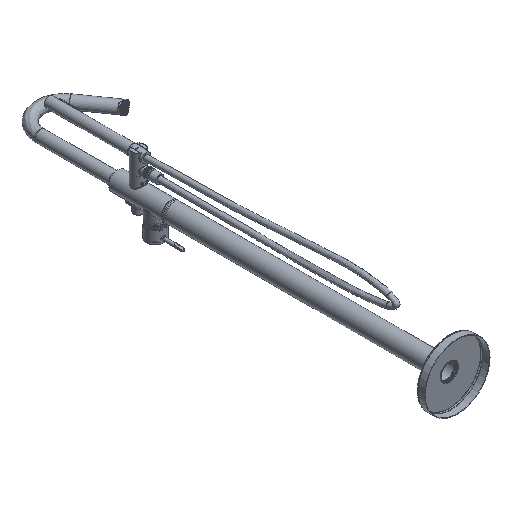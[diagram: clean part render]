
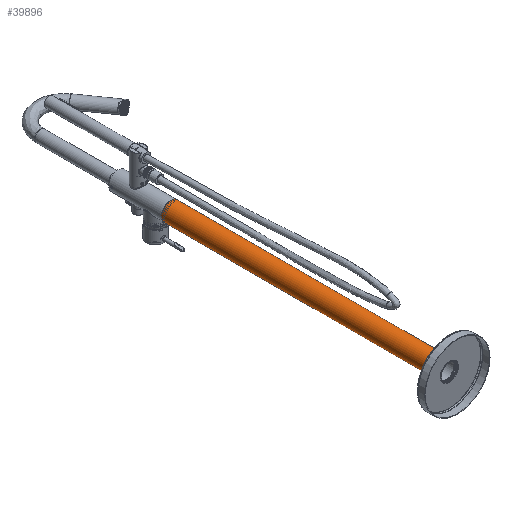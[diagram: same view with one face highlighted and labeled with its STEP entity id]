
A CAD part, isometric view. The second image highlights one B-rep face of the part: STEP entity #39896.
In plain terms, the highlighted cylindrical face has radius 22.5 mm (diameter 45 mm), a full revolution.
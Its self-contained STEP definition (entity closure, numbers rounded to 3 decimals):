
#102 = DIRECTION ( 'NONE',  ( 0., 1., 0. ) ) ;
#1519 = ORIENTED_EDGE ( 'NONE', *, *, #25606, .F. ) ;
#4802 = DIRECTION ( 'NONE',  ( 0., 0., 1. ) ) ;
#6908 = DIRECTION ( 'NONE',  ( 0., 0., -1. ) ) ;
#9323 = CARTESIAN_POINT ( 'NONE',  ( 0., 690., 0. ) ) ;
#14463 = DIRECTION ( 'NONE',  ( 0., 1., 0. ) ) ;
#14579 = CIRCLE ( 'NONE', #40306, 22.5 ) ;
#15457 = DIRECTION ( 'NONE',  ( 0., 0., 1. ) ) ;
#16393 = CYLINDRICAL_SURFACE ( 'NONE', #26215, 22.5 ) ;
#18609 = AXIS2_PLACEMENT_3D ( 'NONE', #48926, #102, #15457 ) ;
#20905 = FACE_OUTER_BOUND ( 'NONE', #48559, .T. ) ;
#25606 = EDGE_CURVE ( 'NONE', #42307, #42307, #14579, .T. ) ;
#25683 = EDGE_CURVE ( 'NONE', #38534, #38534, #47563, .T. ) ;
#26215 = AXIS2_PLACEMENT_3D ( 'NONE', #9323, #32472, #4802 ) ;
#27026 = CARTESIAN_POINT ( 'NONE',  ( 0., 684., 0. ) ) ;
#27454 = CARTESIAN_POINT ( 'NONE',  ( 0., 684., -22.5 ) ) ;
#31561 = EDGE_LOOP ( 'NONE', ( #42305 ) ) ;
#32472 = DIRECTION ( 'NONE',  ( 0., -1., 0. ) ) ;
#38534 = VERTEX_POINT ( 'NONE', #42809 ) ;
#39896 = ADVANCED_FACE ( 'NONE', ( #43305, #20905 ), #16393, .T. ) ;
#40306 = AXIS2_PLACEMENT_3D ( 'NONE', #27026, #14463, #6908 ) ;
#42305 = ORIENTED_EDGE ( 'NONE', *, *, #25683, .T. ) ;
#42307 = VERTEX_POINT ( 'NONE', #27454 ) ;
#42809 = CARTESIAN_POINT ( 'NONE',  ( 0., 0., 22.5 ) ) ;
#43305 = FACE_OUTER_BOUND ( 'NONE', #31561, .T. ) ;
#47563 = CIRCLE ( 'NONE', #18609, 22.5 ) ;
#48559 = EDGE_LOOP ( 'NONE', ( #1519 ) ) ;
#48926 = CARTESIAN_POINT ( 'NONE',  ( 0., 0., 0. ) ) ;
